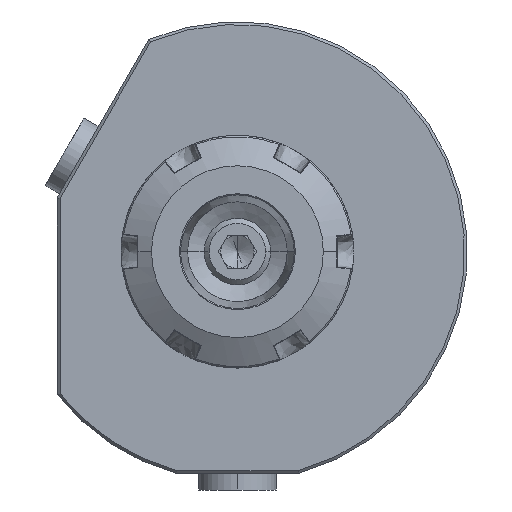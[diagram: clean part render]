
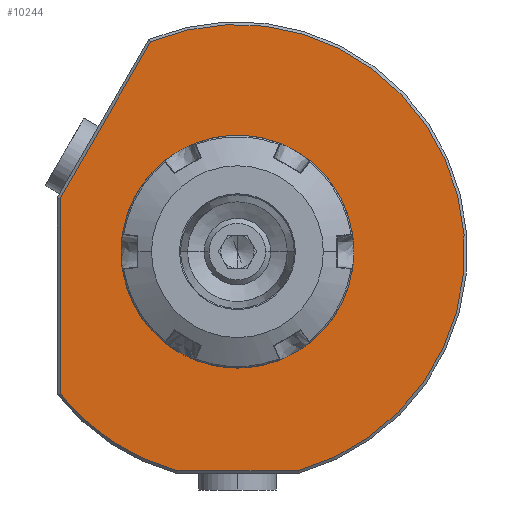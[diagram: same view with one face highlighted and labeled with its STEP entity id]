
A CAD part, left-side view. The second image highlights one B-rep face of the part: STEP entity #10244.
In plain terms, the highlighted planar face has unit normal (-1, 0, 0).
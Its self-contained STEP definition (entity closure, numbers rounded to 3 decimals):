
#3028=CARTESIAN_POINT('',(-22.,0.,0.));
#3029=DIRECTION('',(-1.,0.,0.));
#3030=DIRECTION('',(0.,0.78,-0.625));
#3031=AXIS2_PLACEMENT_3D('',#3028,#3029,#3030);
#3040=DIRECTION('',(0.,0.,-1.));
#3041=VECTOR('',#3040,35.206);
#3042=CARTESIAN_POINT('',(-22.,32.,9.574));
#3043=LINE('',#3042,#3041);
#3044=DIRECTION('',(0.,0.5,-0.866));
#3045=VECTOR('',#3044,32.703);
#3046=CARTESIAN_POINT('',(-22.,15.648,37.896));
#3047=LINE('',#3046,#3045);
#3048=DIRECTION('',(0.,-1.,0.));
#3049=VECTOR('',#3048,21.977);
#3050=CARTESIAN_POINT('',(-22.,10.989,
-39.5));
#3051=LINE('',#3050,#3049);
#3052=CARTESIAN_POINT('',(-22.,0.,0.));
#3053=DIRECTION('',(-1.,0.,0.));
#3054=DIRECTION('',(0.,-1.,0.));
#3055=AXIS2_PLACEMENT_3D('',#3052,#3053,#3054);
#3057=CARTESIAN_POINT('',(-22.,0.,0.));
#3058=DIRECTION('',(-1.,0.,0.));
#3059=DIRECTION('',(0.,1.,0.));
#3060=AXIS2_PLACEMENT_3D('',#3057,#3058,#3059);
#3400=CARTESIAN_POINT('',(-22.,0.,0.));
#3401=DIRECTION('',(-1.,0.,0.));
#3402=DIRECTION('',(0.,-0.268,-0.963));
#3403=AXIS2_PLACEMENT_3D('',#3400,#3401,#3402);
#3417=CARTESIAN_POINT('',(-22.,-10.989,
-39.5));
#5800=CARTESIAN_POINT('',(-22.,32.,-25.632));
#5801=CARTESIAN_POINT('',(-22.,10.989,-39.5));
#5802=VERTEX_POINT('',#5800);
#5803=VERTEX_POINT('',#5801);
#5810=CARTESIAN_POINT('',(-22.,32.,9.574));
#5811=VERTEX_POINT('',#5810);
#5814=CARTESIAN_POINT('',(-22.,15.648,37.896));
#5815=VERTEX_POINT('',#5814);
#5823=VERTEX_POINT('',#3417);
#5824=CARTESIAN_POINT('',(-22.,-17.,0.));
#5825=CARTESIAN_POINT('',(-22.,17.,0.));
#5826=VERTEX_POINT('',#5824);
#5827=VERTEX_POINT('',#5825);
#10223=CARTESIAN_POINT('',(-22.,0.,0.));
#10224=DIRECTION('',(1.,0.,0.));
#10225=DIRECTION('',(0.,-1.,0.));
#10226=AXIS2_PLACEMENT_3D('',#10223,#10224,#10225);
#10227=PLANE('',#10226);
#10228=ORIENTED_EDGE('',*,*,#10187,.F.);
#10229=ORIENTED_EDGE('',*,*,#10206,.F.);
#10231=ORIENTED_EDGE('',*,*,#10230,.F.);
#10233=ORIENTED_EDGE('',*,*,#10232,.F.);
#10235=ORIENTED_EDGE('',*,*,#10234,.F.);
#10236=EDGE_LOOP('',(#10228,#10229,#10231,#10233,#10235));
#10237=FACE_OUTER_BOUND('',#10236,.F.);
#10239=ORIENTED_EDGE('',*,*,#10238,.T.);
#10241=ORIENTED_EDGE('',*,*,#10240,.T.);
#10242=EDGE_LOOP('',(#10239,#10241));
#10243=FACE_BOUND('',#10242,.F.);
#10244=ADVANCED_FACE('',(#10237,#10243),#10227,.F.);
#3032=CIRCLE('',#3031,41.);
#3056=CIRCLE('',#3055,17.);
#3061=CIRCLE('',#3060,17.);
#3404=CIRCLE('',#3403,41.);
#10187=EDGE_CURVE('',#5802,#5803,#3032,.T.);
#10206=EDGE_CURVE('',#5811,#5802,#3043,.T.);
#10230=EDGE_CURVE('',#5815,#5811,#3047,.T.);
#10232=EDGE_CURVE('',#5823,#5815,#3404,.T.);
#10234=EDGE_CURVE('',#5803,#5823,#3051,.T.);
#10238=EDGE_CURVE('',#5826,#5827,#3056,.T.);
#10240=EDGE_CURVE('',#5827,#5826,#3061,.T.);
